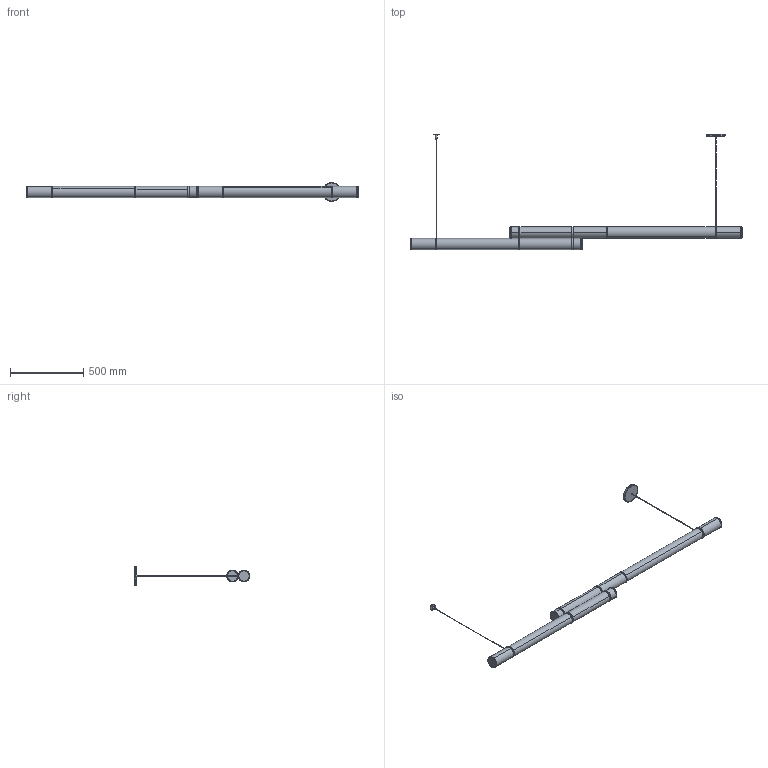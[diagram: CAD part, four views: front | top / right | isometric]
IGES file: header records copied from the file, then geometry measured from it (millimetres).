
Start section: SolidWorks IGES file using analytic representation for surfaces
Global section: file name: MINI89D -  Mini Endless Double Pendant - 89 inches.IGS; native system: SolidWorks 2015; preprocessor: SolidWorks 2015; author: Design; date: 190201.104655; units: inch
Bounding box: 2272.22 x 791.49 x 127 mm (x, y, z)
Surface area: 738258.3 mm2 (no closed solid volume)
Topology: 0 solids, 0 shells, 100 faces, 3808 edges, 3808 vertices
Faces by surface type: revolution 70, bspline 30
